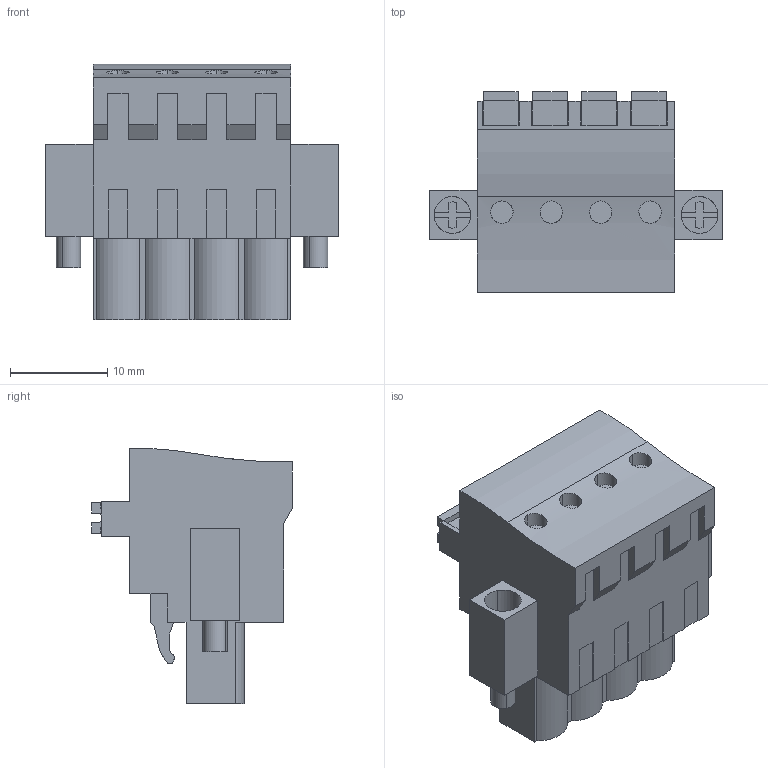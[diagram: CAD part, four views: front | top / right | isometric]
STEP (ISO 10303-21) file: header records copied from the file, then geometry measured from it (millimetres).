
FILE_DESCRIPTION(('CATIA V5 STEP Exchange','CAx-IF Rec.Pracs.--- Model Styling and Organization---1.2---2011-12-15'),'2;1');
FILE_NAME ('D1446311_0_1002110000_1002110000.stp','2017-09-09T13:47:18+00:00',('none'),('Weidmueller'),'CATIA Version 5-6 Release 2014','CATIA V5 STEP AP214','none');
FILE_SCHEMA(('AUTOMOTIVE_DESIGN { 1 0 10303 214 1 1 1 1 }'));
Length unit declared in the file: millimetre
Products named in the file (1): 1002110000
Bounding box: 30.12 x 20.64 x 26.24 mm (x, y, z)
Volume: 6649.7 mm3; surface area: 3827.7 mm2
Topology: 7 solids, 7 shells, 353 faces, 984 edges, 667 vertices
Faces by surface type: plane 277, cylinder 68, extrusion 8
Entity records: 11527 total; most frequent: CARTESIAN_POINT 2357, ORIENTED_EDGE 1968, DIRECTION 1532, EDGE_CURVE 984, VECTOR 828, LINE 820, VERTEX_POINT 667, AXIS2_PLACEMENT_3D 412
